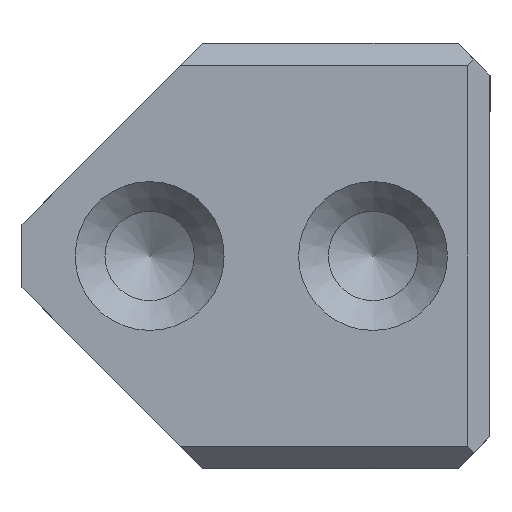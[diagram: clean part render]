
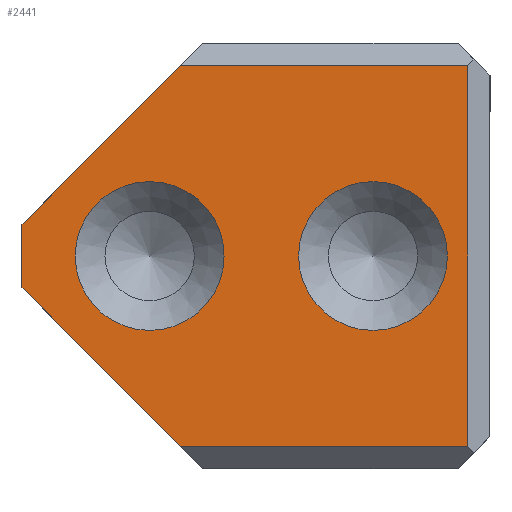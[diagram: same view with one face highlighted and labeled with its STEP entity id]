
A CAD part, left-side view. The second image highlights one B-rep face of the part: STEP entity #2441.
In plain terms, the highlighted planar face has unit normal (-1, 0, 0).
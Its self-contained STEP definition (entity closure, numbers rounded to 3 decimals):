
#2441=ADVANCED_FACE('',(#3271,#3272,#3273),#2788,.T.);
#2788=PLANE('',#8325);
#3016=CIRCLE('',#8323,3.5);
#3017=CIRCLE('',#8324,3.5);
#3271=FACE_BOUND('',#3404,.T.);
#3272=FACE_BOUND('',#3405,.T.);
#3273=FACE_BOUND('',#3406,.T.);
#3404=EDGE_LOOP('',(#4048));
#3405=EDGE_LOOP('',(#4049));
#3406=EDGE_LOOP('',(#4050,#4051,#4052,#4053,#4054,#4055));
#4048=ORIENTED_EDGE('',*,*,#6403,.T.);
#4049=ORIENTED_EDGE('',*,*,#6404,.T.);
#4050=ORIENTED_EDGE('',*,*,#6405,.T.);
#4051=ORIENTED_EDGE('',*,*,#6406,.T.);
#4052=ORIENTED_EDGE('',*,*,#6407,.T.);
#4053=ORIENTED_EDGE('',*,*,#6408,.F.);
#4054=ORIENTED_EDGE('',*,*,#6409,.T.);
#4055=ORIENTED_EDGE('',*,*,#6410,.T.);
#5802=VERTEX_POINT('',#10615);
#5803=VERTEX_POINT('',#10617);
#5804=VERTEX_POINT('',#10619);
#5805=VERTEX_POINT('',#10620);
#5806=VERTEX_POINT('',#10622);
#5807=VERTEX_POINT('',#10624);
#5808=VERTEX_POINT('',#10626);
#5809=VERTEX_POINT('',#10628);
#6403=EDGE_CURVE('',#5802,#5802,#3016,.T.);
#6404=EDGE_CURVE('',#5803,#5803,#3017,.T.);
#6405=EDGE_CURVE('',#5804,#5805,#7194,.T.);
#6406=EDGE_CURVE('',#5805,#5806,#7195,.T.);
#6407=EDGE_CURVE('',#5806,#5807,#7196,.T.);
#6408=EDGE_CURVE('',#5808,#5807,#7197,.T.);
#6409=EDGE_CURVE('',#5808,#5809,#7198,.T.);
#6410=EDGE_CURVE('',#5809,#5804,#7199,.T.);
#7194=LINE('',#10618,#7834);
#7195=LINE('',#10621,#7835);
#7196=LINE('',#10623,#7836);
#7197=LINE('',#10625,#7837);
#7198=LINE('',#10627,#7838);
#7199=LINE('',#10629,#7839);
#7834=VECTOR('',#8819,1.);
#7835=VECTOR('',#8820,1.);
#7836=VECTOR('',#8821,1.);
#7837=VECTOR('',#8822,1.);
#7838=VECTOR('',#8823,1.);
#7839=VECTOR('',#8824,1.);
#8323=AXIS2_PLACEMENT_3D('',#10614,#8815,#8816);
#8324=AXIS2_PLACEMENT_3D('',#10616,#8817,#8818);
#8325=AXIS2_PLACEMENT_3D('',#10630,#8825,#8826);
#8815=DIRECTION('',(1.,0.,0.));
#8816=DIRECTION('',(0.,0.,-1.));
#8817=DIRECTION('',(1.,0.,0.));
#8818=DIRECTION('',(0.,0.,-1.));
#8819=DIRECTION('',(0.,0.,1.));
#8820=DIRECTION('',(0.,1.,0.));
#8821=DIRECTION('',(0.,0.707,-0.707));
#8822=DIRECTION('',(0.,0.,1.));
#8823=DIRECTION('',(0.,-0.707,-0.707));
#8824=DIRECTION('',(0.,-1.,0.));
#8825=DIRECTION('',(-1.,0.,0.));
#8826=DIRECTION('',(0.,0.,-1.));
#10614=CARTESIAN_POINT('',(0.,16.,10.));
#10615=CARTESIAN_POINT('',(0.,16.,6.5));
#10616=CARTESIAN_POINT('',(0.,5.5,10.));
#10617=CARTESIAN_POINT('',(0.,5.5,6.5));
#10618=CARTESIAN_POINT('',(0.,1.05,0.));
#10619=CARTESIAN_POINT('',(0.,1.05,1.05));
#10620=CARTESIAN_POINT('',(0.,1.05,18.95));
#10621=CARTESIAN_POINT('',(0.,11.,18.95));
#10622=CARTESIAN_POINT('',(0.,14.55,18.95));
#10623=CARTESIAN_POINT('',(0.,22.25,11.25));
#10624=CARTESIAN_POINT('',(0.,22.,11.5));
#10625=CARTESIAN_POINT('',(0.,22.,0.));
#10626=CARTESIAN_POINT('',(0.,22.,8.5));
#10627=CARTESIAN_POINT('',(0.,12.25,-1.25));
#10628=CARTESIAN_POINT('',(0.,14.55,1.05));
#10629=CARTESIAN_POINT('',(0.,11.,1.05));
#10630=CARTESIAN_POINT('',(0.,11.,0.));
